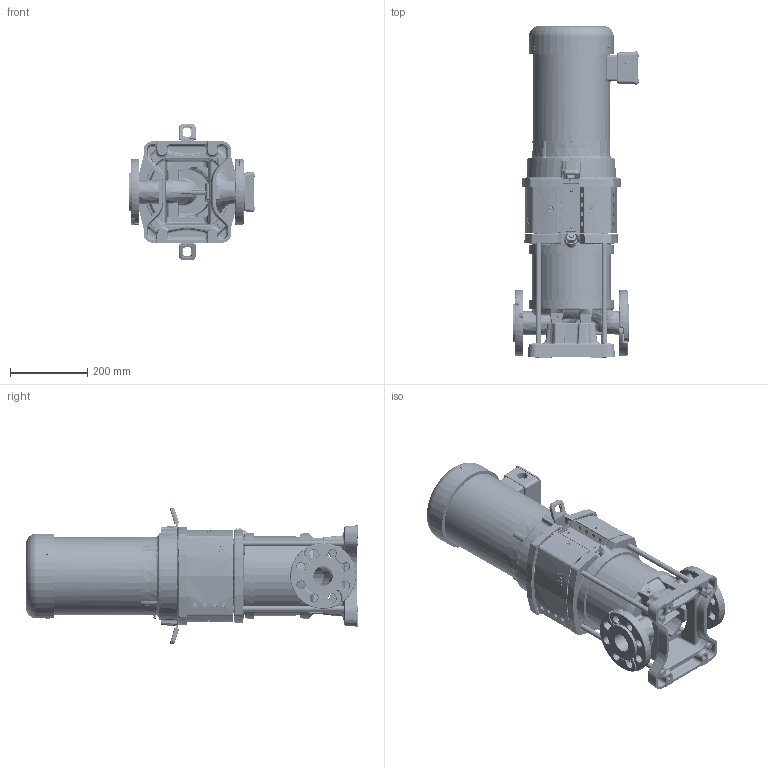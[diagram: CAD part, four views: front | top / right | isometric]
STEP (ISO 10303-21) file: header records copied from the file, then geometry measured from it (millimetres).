
FILE_DESCRIPTION(/* description */ (''),/* implementation_level */ '2;1');
FILE_NAME(/* name */ '2700863 - HELIX V110-02_2-1_A3_E_KS_N_5_3_Shrinkwrap_1.stp',/* time_stamp */ '2022-03-25T09:29:53-05:00',/* author */ ('faliszekte'),/* organization */ (''),/* preprocessor_version */ 'ST-DEVELOPER v18.1',/* originating_system */ 'Autodesk Inventor 2021',/* authorisation */ '');
FILE_SCHEMA (('AUTOMOTIVE_DESIGN { 1 0 10303 214 3 1 1 }'));
Length unit declared in the file: inch
Products named in the file (1): 2700863 - HELIX V110-02_2-1_A3_E_KS_N_5_3._Shrinkwrap_1
Bounding box: 324.21 x 856.59 x 353.24 mm (x, y, z)
Volume: 888.3 mm3; surface area: 1669301.3 mm2
Topology: 2 solids, 90 shells, 5235 faces, 15069 edges, 9838 vertices
Faces by surface type: cylinder 1722, plane 1433, bspline 1162, torus 456, cone 325, sphere 137
Full cylindrical faces by diameter (mm): 0.833 x4, 2 x6, 3 x4, 4 x2, 4.917 x5, 6 x2, 8 x4, 10.516 x7, 13 x2, 14 x12, 14.376 x168, 16 x168, 16.662 x1, 17.5 x1, 18 x4, 18.64 x1, 19.05 x4, 20.813 x1, 22.6 x1, 31 x1, 47.6 x1, 61 x2, 70 x1, 85.3 x3, 88.5 x1, 91.074 x1, 91.2 x1, 99 x2, 200 x1, 203 x2
Entity records: 347800 total; most frequent: CARTESIAN_POINT 215435, ORIENTED_EDGE 27046, DIRECTION 25024, EDGE_CURVE 14955, VERTEX_POINT 9834, AXIS2_PLACEMENT_3D 9754, EDGE_LOOP 5589, LINE 5516
